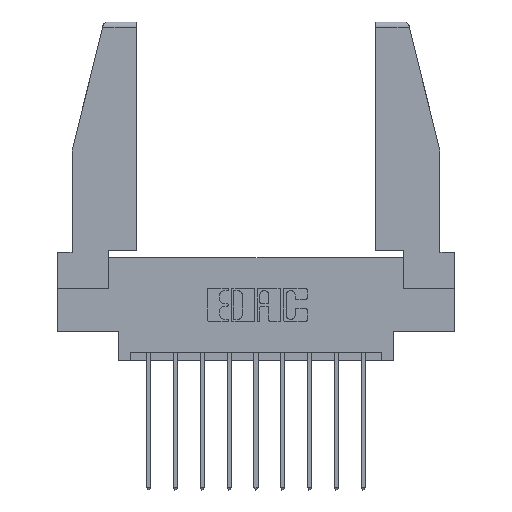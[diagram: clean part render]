
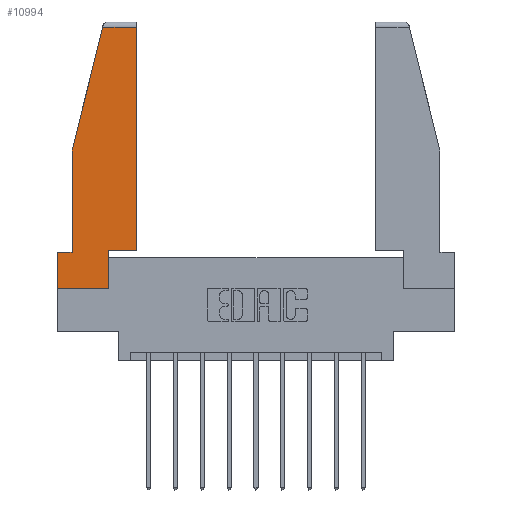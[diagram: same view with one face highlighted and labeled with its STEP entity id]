
A CAD part, top view. The second image highlights one B-rep face of the part: STEP entity #10994.
In plain terms, the highlighted planar face has unit normal (0, 0, 1).
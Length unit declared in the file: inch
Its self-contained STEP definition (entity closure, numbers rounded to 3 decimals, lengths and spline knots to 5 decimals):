
#20 = CARTESIAN_POINT ( 'NONE',  ( 0.461, 1.52, 0. ) ) ;
#67 = VECTOR ( 'NONE', #7845, 39.37008 ) ;
#421 = CARTESIAN_POINT ( 'NONE',  ( 0., 0., 0. ) ) ;
#751 = ORIENTED_EDGE ( 'NONE', *, *, #9647, .T. ) ;
#891 = VERTEX_POINT ( 'NONE', #2900 ) ;
#928 = CARTESIAN_POINT ( 'NONE',  ( 0., 0., 0. ) ) ;
#1375 = VERTEX_POINT ( 'NONE', #8472 ) ;
#1808 = VERTEX_POINT ( 'NONE', #8154 ) ;
#1975 = VERTEX_POINT ( 'NONE', #10670 ) ;
#1988 = EDGE_LOOP ( 'NONE', ( #3837, #2069, #6876, #11259, #5822, #2815, #8617, #751, #12015 ) ) ;
#2062 = DIRECTION ( 'NONE',  ( 1., 0., 0. ) ) ;
#2063 = EDGE_CURVE ( 'NONE', #1975, #1808, #7959, .T. ) ;
#2069 = ORIENTED_EDGE ( 'NONE', *, *, #10395, .T. ) ;
#2098 = CARTESIAN_POINT ( 'NONE',  ( 0., 0.21, 0. ) ) ;
#2275 = LINE ( 'NONE', #10719, #13498 ) ;
#2506 = CARTESIAN_POINT ( 'NONE',  ( 0.297, 0., 0. ) ) ;
#2598 = CARTESIAN_POINT ( 'NONE',  ( 0., 1.52, 0. ) ) ;
#2815 = ORIENTED_EDGE ( 'NONE', *, *, #2063, .T. ) ;
#2819 = VERTEX_POINT ( 'NONE', #7468 ) ;
#2900 = CARTESIAN_POINT ( 'NONE',  ( 0.086, 0.8, 0. ) ) ;
#3172 = CARTESIAN_POINT ( 'NONE',  ( 0.461, 0.223, 0. ) ) ;
#3582 = CARTESIAN_POINT ( 'NONE',  ( 0.271, 1.55, 0. ) ) ;
#3738 = VECTOR ( 'NONE', #2062, 39.37008 ) ;
#3818 = VERTEX_POINT ( 'NONE', #3172 ) ;
#3837 = ORIENTED_EDGE ( 'NONE', *, *, #8864, .T. ) ;
#4151 = AXIS2_PLACEMENT_3D ( 'NONE', #421, #4707, #9026 ) ;
#4290 = LINE ( 'NONE', #3582, #10000 ) ;
#4707 = DIRECTION ( 'NONE',  ( 0., 0., 1. ) ) ;
#5138 = VECTOR ( 'NONE', #10552, 39.37008 ) ;
#5221 = EDGE_CURVE ( 'NONE', #1808, #10399, #9114, .T. ) ;
#5251 = DIRECTION ( 'NONE',  ( 1., 0., 0. ) ) ;
#5822 = ORIENTED_EDGE ( 'NONE', *, *, #6202, .T. ) ;
#6202 = EDGE_CURVE ( 'NONE', #13282, #1975, #13313, .T. ) ;
#6213 = LINE ( 'NONE', #12793, #9931 ) ;
#6477 = CARTESIAN_POINT ( 'NONE',  ( 0.086, 0.8, 0. ) ) ;
#6706 = LINE ( 'NONE', #2598, #12095 ) ;
#6873 = EDGE_CURVE ( 'NONE', #891, #13282, #8745, .T. ) ;
#6876 = ORIENTED_EDGE ( 'NONE', *, *, #6992, .T. ) ;
#6992 = EDGE_CURVE ( 'NONE', #1375, #891, #4290, .T. ) ;
#7160 = CARTESIAN_POINT ( 'NONE',  ( 0., 0.21, 0. ) ) ;
#7468 = CARTESIAN_POINT ( 'NONE',  ( 0.297, 0.223, 0. ) ) ;
#7845 = DIRECTION ( 'NONE',  ( 0., 1., 0. ) ) ;
#7959 = LINE ( 'NONE', #7160, #5138 ) ;
#7981 = PLANE ( 'NONE',  #4151 ) ;
#8154 = CARTESIAN_POINT ( 'NONE',  ( 0., 0., 0. ) ) ;
#8472 = CARTESIAN_POINT ( 'NONE',  ( 0.2636, 1.52, 0. ) ) ;
#8617 = ORIENTED_EDGE ( 'NONE', *, *, #5221, .T. ) ;
#8745 = LINE ( 'NONE', #6477, #12287 ) ;
#8755 = VECTOR ( 'NONE', #10775, 39.37008 ) ;
#8864 = EDGE_CURVE ( 'NONE', #3818, #13522, #11974, .T. ) ;
#9026 = DIRECTION ( 'NONE',  ( 1., 0., 0. ) ) ;
#9114 = LINE ( 'NONE', #928, #3738 ) ;
#9647 = EDGE_CURVE ( 'NONE', #10399, #2819, #6213, .T. ) ;
#9655 = DIRECTION ( 'NONE',  ( 0., -1., 0. ) ) ;
#9931 = VECTOR ( 'NONE', #11738, 39.37008 ) ;
#9997 = DIRECTION ( 'NONE',  ( -1., 0., 0. ) ) ;
#10000 = VECTOR ( 'NONE', #10904, 39.37008 ) ;
#10395 = EDGE_CURVE ( 'NONE', #13522, #1375, #6706, .T. ) ;
#10399 = VERTEX_POINT ( 'NONE', #2506 ) ;
#10552 = DIRECTION ( 'NONE',  ( 0., -1., 0. ) ) ;
#10670 = CARTESIAN_POINT ( 'NONE',  ( 0., 0.21, 0. ) ) ;
#10719 = CARTESIAN_POINT ( 'NONE',  ( 0.297, 0.223, 0. ) ) ;
#10775 = DIRECTION ( 'NONE',  ( -1., 0., 0. ) ) ;
#10804 = CARTESIAN_POINT ( 'NONE',  ( 0.086, 0.21, 0. ) ) ;
#10813 = FACE_OUTER_BOUND ( 'NONE', #1988, .T. ) ;
#10845 = EDGE_CURVE ( 'NONE', #2819, #3818, #2275, .T. ) ;
#10904 = DIRECTION ( 'NONE',  ( -0.239, -0.971, 0. ) ) ;
#10994 = ADVANCED_FACE ( 'NONE', ( #10813 ), #7981, .T. ) ;
#11259 = ORIENTED_EDGE ( 'NONE', *, *, #6873, .T. ) ;
#11738 = DIRECTION ( 'NONE',  ( 0., 1., 0. ) ) ;
#11974 = LINE ( 'NONE', #12049, #67 ) ;
#12015 = ORIENTED_EDGE ( 'NONE', *, *, #10845, .T. ) ;
#12049 = CARTESIAN_POINT ( 'NONE',  ( 0.461, 0.223, 0. ) ) ;
#12095 = VECTOR ( 'NONE', #9997, 39.37008 ) ;
#12287 = VECTOR ( 'NONE', #9655, 39.37008 ) ;
#12793 = CARTESIAN_POINT ( 'NONE',  ( 0.297, 0., 0. ) ) ;
#13282 = VERTEX_POINT ( 'NONE', #10804 ) ;
#13313 = LINE ( 'NONE', #2098, #8755 ) ;
#13498 = VECTOR ( 'NONE', #5251, 39.37008 ) ;
#13522 = VERTEX_POINT ( 'NONE', #20 ) ;
